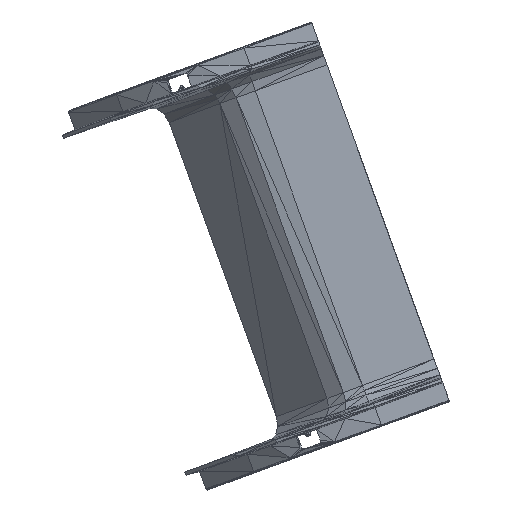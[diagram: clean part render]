
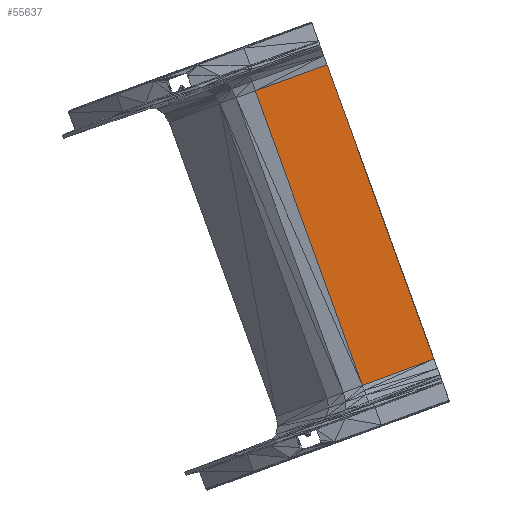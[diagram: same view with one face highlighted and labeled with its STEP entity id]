
A CAD part, top view. The second image highlights one B-rep face of the part: STEP entity #55637.
In plain terms, the highlighted planar face has unit normal (0, 0, 1).
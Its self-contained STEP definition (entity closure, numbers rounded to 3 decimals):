
#2747 = VERTEX_POINT('',#2748);
#2748 = CARTESIAN_POINT('',(-833.011,-7316.05,
    186.41));
#2757 = PLANE('',#2758);
#2758 = AXIS2_PLACEMENT_3D('',#2759,#2760,#2761);
#2759 = CARTESIAN_POINT('',(-869.996,-7214.436,
    185.554));
#2760 = DIRECTION('',(0.94,0.342,0.)
  );
#2761 = DIRECTION('',(-0.342,0.94,0.)
  );
#2782 = VERTEX_POINT('',#2783);
#2783 = CARTESIAN_POINT('',(-906.404,-7114.406,
    186.41));
#2809 = EDGE_CURVE('',#2747,#2782,#2810,.T.);
#2810 = SURFACE_CURVE('',#2811,(#2815,#2822),.PCURVE_S1.);
#2811 = LINE('',#2812,#2813);
#2812 = CARTESIAN_POINT('',(-833.011,-7316.05,
    186.41));
#2813 = VECTOR('',#2814,1.);
#2814 = DIRECTION('',(-0.342,0.94,0.));
#2815 = PCURVE('',#2757,#2816);
#2816 = DEFINITIONAL_REPRESENTATION('',(#2817),#2821);
#2817 = LINE('',#2818,#2819);
#2818 = CARTESIAN_POINT('',(-108.135,0.857));
#2819 = VECTOR('',#2820,1.);
#2820 = DIRECTION('',(1.,0.));
#2821 = ( GEOMETRIC_REPRESENTATION_CONTEXT(2) 
PARAMETRIC_REPRESENTATION_CONTEXT() REPRESENTATION_CONTEXT('2D SPACE',''
  ) );
#2822 = PCURVE('',#2823,#2828);
#2823 = PLANE('',#2824);
#2824 = AXIS2_PLACEMENT_3D('',#2825,#2826,#2827);
#2825 = CARTESIAN_POINT('',(-894.291,-7224.175,
    186.41));
#2826 = DIRECTION('',(0.,0.,1.));
#2827 = DIRECTION('',(1.,0.,0.));
#2828 = DEFINITIONAL_REPRESENTATION('',(#2829),#2833);
#2829 = LINE('',#2830,#2831);
#2830 = CARTESIAN_POINT('',(61.279,-91.874));
#2831 = VECTOR('',#2832,1.);
#2832 = DIRECTION('',(-0.342,0.94));
#2833 = ( GEOMETRIC_REPRESENTATION_CONTEXT(2) 
PARAMETRIC_REPRESENTATION_CONTEXT() REPRESENTATION_CONTEXT('2D SPACE',''
  ) );
#2897 = VERTEX_POINT('',#2898);
#2898 = CARTESIAN_POINT('',(-882.069,-7334.125,
    186.41));
#2907 = PLANE('',#2908);
#2908 = AXIS2_PLACEMENT_3D('',#2909,#2910,#2911);
#2909 = CARTESIAN_POINT('',(-858.041,-7326.265,
    186.536));
#2910 = DIRECTION('',(-0.046,0.125,0.991)
  );
#2911 = DIRECTION('',(0.,0.992,-0.126));
#2957 = EDGE_CURVE('',#2897,#2747,#2958,.T.);
#2958 = SURFACE_CURVE('',#2959,(#2963,#2970),.PCURVE_S1.);
#2959 = LINE('',#2960,#2961);
#2960 = CARTESIAN_POINT('',(-882.069,-7334.125,
    186.41));
#2961 = VECTOR('',#2962,1.);
#2962 = DIRECTION('',(0.938,0.346,0.));
#2963 = PCURVE('',#2907,#2964);
#2964 = DEFINITIONAL_REPRESENTATION('',(#2965),#2969);
#2965 = LINE('',#2966,#2967);
#2966 = CARTESIAN_POINT('',(-7.781,24.054));
#2967 = VECTOR('',#2968,1.);
#2968 = DIRECTION('',(0.343,-0.939));
#2969 = ( GEOMETRIC_REPRESENTATION_CONTEXT(2) 
PARAMETRIC_REPRESENTATION_CONTEXT() REPRESENTATION_CONTEXT('2D SPACE',''
  ) );
#2970 = PCURVE('',#2823,#2971);
#2971 = DEFINITIONAL_REPRESENTATION('',(#2972),#2976);
#2972 = LINE('',#2973,#2974);
#2973 = CARTESIAN_POINT('',(12.221,-109.949));
#2974 = VECTOR('',#2975,1.);
#2975 = DIRECTION('',(0.938,0.346));
#2976 = ( GEOMETRIC_REPRESENTATION_CONTEXT(2) 
PARAMETRIC_REPRESENTATION_CONTEXT() REPRESENTATION_CONTEXT('2D SPACE',''
  ) );
#25398 = PLANE('',#25399);
#25399 = AXIS2_PLACEMENT_3D('',#25400,#25401,#25402);
#25400 = CARTESIAN_POINT('',(-923.42,-7231.094,
    185.691));
#25401 = DIRECTION('',(-0.183,-0.067,0.981)
  );
#25402 = DIRECTION('',(0.983,0.,0.184
    ));
#25461 = EDGE_CURVE('',#2897,#25462,#25464,.T.);
#25462 = VERTEX_POINT('',#25463);
#25463 = CARTESIAN_POINT('',(-955.603,-7132.094,
    186.41));
#25464 = SURFACE_CURVE('',#25465,(#25469,#25476),.PCURVE_S1.);
#25465 = LINE('',#25466,#25467);
#25466 = CARTESIAN_POINT('',(-882.069,-7334.125,
    186.41));
#25467 = VECTOR('',#25468,1.);
#25468 = DIRECTION('',(-0.342,0.94,0.));
#25469 = PCURVE('',#25398,#25470);
#25470 = DEFINITIONAL_REPRESENTATION('',(#25471),#25475);
#25471 = LINE('',#25472,#25473);
#25472 = CARTESIAN_POINT('',(40.779,-103.261));
#25473 = VECTOR('',#25474,1.);
#25474 = DIRECTION('',(-0.336,0.942));
#25475 = ( GEOMETRIC_REPRESENTATION_CONTEXT(2) 
PARAMETRIC_REPRESENTATION_CONTEXT() REPRESENTATION_CONTEXT('2D SPACE',''
  ) );
#25476 = PCURVE('',#2823,#25477);
#25477 = DEFINITIONAL_REPRESENTATION('',(#25478),#25482);
#25478 = LINE('',#25479,#25480);
#25479 = CARTESIAN_POINT('',(12.221,-109.949));
#25480 = VECTOR('',#25481,1.);
#25481 = DIRECTION('',(-0.342,0.94));
#25482 = ( GEOMETRIC_REPRESENTATION_CONTEXT(2) 
PARAMETRIC_REPRESENTATION_CONTEXT() REPRESENTATION_CONTEXT('2D SPACE',''
  ) );
#25667 = PLANE('',#25668);
#25668 = AXIS2_PLACEMENT_3D('',#25669,#25670,#25671);
#25669 = CARTESIAN_POINT('',(-930.083,-7121.004,
    186.89));
#25670 = DIRECTION('',(0.087,-0.242,0.966
    ));
#25671 = DIRECTION('',(0.,0.97,0.243)
  );
#25704 = EDGE_CURVE('',#2782,#25462,#25705,.T.);
#25705 = SURFACE_CURVE('',#25706,(#25710,#25717),.PCURVE_S1.);
#25706 = LINE('',#25707,#25708);
#25707 = CARTESIAN_POINT('',(-906.404,-7114.406,
    186.41));
#25708 = VECTOR('',#25709,1.);
#25709 = DIRECTION('',(-0.941,-0.338,0.));
#25710 = PCURVE('',#25667,#25711);
#25711 = DEFINITIONAL_REPRESENTATION('',(#25712),#25716);
#25712 = LINE('',#25713,#25714);
#25713 = CARTESIAN_POINT('',(6.283,-23.77));
#25714 = VECTOR('',#25715,1.);
#25715 = DIRECTION('',(-0.328,0.945));
#25716 = ( GEOMETRIC_REPRESENTATION_CONTEXT(2) 
PARAMETRIC_REPRESENTATION_CONTEXT() REPRESENTATION_CONTEXT('2D SPACE',''
  ) );
#25717 = PCURVE('',#2823,#25718);
#25718 = DEFINITIONAL_REPRESENTATION('',(#25719),#25723);
#25719 = LINE('',#25720,#25721);
#25720 = CARTESIAN_POINT('',(-12.113,109.77));
#25721 = VECTOR('',#25722,1.);
#25722 = DIRECTION('',(-0.941,-0.338));
#25723 = ( GEOMETRIC_REPRESENTATION_CONTEXT(2) 
PARAMETRIC_REPRESENTATION_CONTEXT() REPRESENTATION_CONTEXT('2D SPACE',''
  ) );
#55637 = ADVANCED_FACE('',(#55638),#2823,.T.);
#55638 = FACE_BOUND('',#55639,.T.);
#55639 = EDGE_LOOP('',(#55640,#55641,#55642,#55643));
#55640 = ORIENTED_EDGE('',*,*,#25704,.T.);
#55641 = ORIENTED_EDGE('',*,*,#25461,.F.);
#55642 = ORIENTED_EDGE('',*,*,#2957,.T.);
#55643 = ORIENTED_EDGE('',*,*,#2809,.T.);
